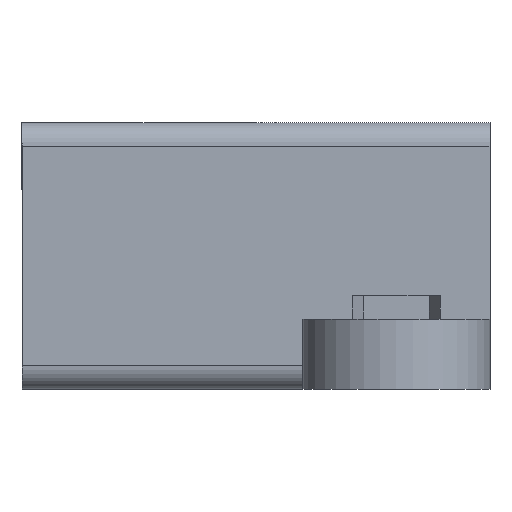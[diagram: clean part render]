
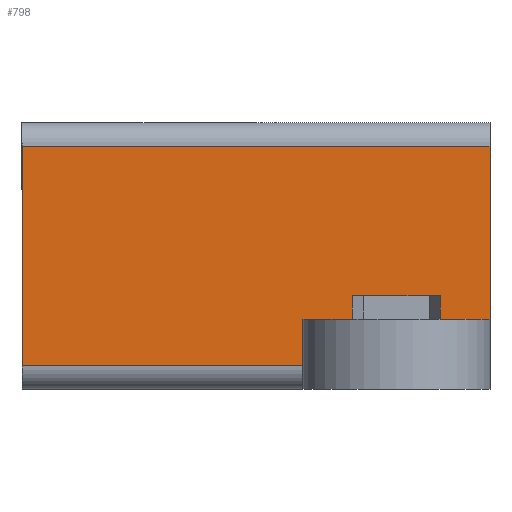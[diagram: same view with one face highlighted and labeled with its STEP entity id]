
A CAD part, left-side view. The second image highlights one B-rep face of the part: STEP entity #798.
In plain terms, the highlighted planar face has unit normal (-1, 0, 0).
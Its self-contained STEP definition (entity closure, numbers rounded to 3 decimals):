
#174 = VERTEX_POINT('',#175);
#175 = CARTESIAN_POINT('',(-7.4,-20.,4.));
#182 = EDGE_CURVE('',#183,#174,#185,.T.);
#183 = VERTEX_POINT('',#184);
#184 = CARTESIAN_POINT('',(-7.4,0.,4.));
#185 = LINE('',#186,#187);
#186 = CARTESIAN_POINT('',(-7.4,0.,4.));
#187 = VECTOR('',#188,1.);
#188 = DIRECTION('',(0.,-1.,0.));
#207 = EDGE_CURVE('',#183,#208,#210,.T.);
#208 = VERTEX_POINT('',#209);
#209 = CARTESIAN_POINT('',(-7.4,0.,-5.4));
#210 = LINE('',#211,#212);
#211 = CARTESIAN_POINT('',(-7.4,0.,4.));
#212 = VECTOR('',#213,1.);
#213 = DIRECTION('',(0.,0.,-1.));
#310 = EDGE_CURVE('',#174,#311,#313,.T.);
#311 = VERTEX_POINT('',#312);
#312 = CARTESIAN_POINT('',(-7.4,-20.,-3.4));
#313 = LINE('',#314,#315);
#314 = CARTESIAN_POINT('',(-7.4,-20.,4.));
#315 = VECTOR('',#316,1.);
#316 = DIRECTION('',(0.,0.,-1.));
#798 = ADVANCED_FACE('',(#799),#858,.F.);
#799 = FACE_BOUND('',#800,.F.);
#800 = EDGE_LOOP('',(#801,#802,#803,#804,#812,#820,#828,#836,#844,#852)
  );
#801 = ORIENTED_EDGE('',*,*,#207,.F.);
#802 = ORIENTED_EDGE('',*,*,#182,.T.);
#803 = ORIENTED_EDGE('',*,*,#310,.T.);
#804 = ORIENTED_EDGE('',*,*,#805,.F.);
#805 = EDGE_CURVE('',#806,#311,#808,.T.);
#806 = VERTEX_POINT('',#807);
#807 = CARTESIAN_POINT('',(-7.4,-17.876,-3.4));
#808 = LINE('',#809,#810);
#809 = CARTESIAN_POINT('',(-7.4,-8.,-3.4));
#810 = VECTOR('',#811,1.);
#811 = DIRECTION('',(0.,-1.,0.));
#812 = ORIENTED_EDGE('',*,*,#813,.F.);
#813 = EDGE_CURVE('',#814,#806,#816,.T.);
#814 = VERTEX_POINT('',#815);
#815 = CARTESIAN_POINT('',(-7.4,-17.876,-2.4));
#816 = LINE('',#817,#818);
#817 = CARTESIAN_POINT('',(-7.4,-17.876,0.8));
#818 = VECTOR('',#819,1.);
#819 = DIRECTION('',(0.,0.,-1.));
#820 = ORIENTED_EDGE('',*,*,#821,.F.);
#821 = EDGE_CURVE('',#822,#814,#824,.T.);
#822 = VERTEX_POINT('',#823);
#823 = CARTESIAN_POINT('',(-7.4,-14.124,-2.4));
#824 = LINE('',#825,#826);
#825 = CARTESIAN_POINT('',(-7.4,-8.,-2.4));
#826 = VECTOR('',#827,1.);
#827 = DIRECTION('',(0.,-1.,0.));
#828 = ORIENTED_EDGE('',*,*,#829,.F.);
#829 = EDGE_CURVE('',#830,#822,#832,.T.);
#830 = VERTEX_POINT('',#831);
#831 = CARTESIAN_POINT('',(-7.4,-14.124,-3.4));
#832 = LINE('',#833,#834);
#833 = CARTESIAN_POINT('',(-7.4,-14.124,0.8));
#834 = VECTOR('',#835,1.);
#835 = DIRECTION('',(0.,0.,1.));
#836 = ORIENTED_EDGE('',*,*,#837,.F.);
#837 = EDGE_CURVE('',#838,#830,#840,.T.);
#838 = VERTEX_POINT('',#839);
#839 = CARTESIAN_POINT('',(-7.4,-12.,-3.4));
#840 = LINE('',#841,#842);
#841 = CARTESIAN_POINT('',(-7.4,-8.,-3.4));
#842 = VECTOR('',#843,1.);
#843 = DIRECTION('',(0.,-1.,0.));
#844 = ORIENTED_EDGE('',*,*,#845,.T.);
#845 = EDGE_CURVE('',#838,#846,#848,.T.);
#846 = VERTEX_POINT('',#847);
#847 = CARTESIAN_POINT('',(-7.4,-12.,-5.4));
#848 = LINE('',#849,#850);
#849 = CARTESIAN_POINT('',(-7.4,-12.,-1.2));
#850 = VECTOR('',#851,1.);
#851 = DIRECTION('',(0.,0.,-1.));
#852 = ORIENTED_EDGE('',*,*,#853,.F.);
#853 = EDGE_CURVE('',#208,#846,#854,.T.);
#854 = LINE('',#855,#856);
#855 = CARTESIAN_POINT('',(-7.4,0.,-5.4));
#856 = VECTOR('',#857,1.);
#857 = DIRECTION('',(0.,-1.,0.));
#858 = PLANE('',#859);
#859 = AXIS2_PLACEMENT_3D('',#860,#861,#862);
#860 = CARTESIAN_POINT('',(-7.4,0.,4.));
#861 = DIRECTION('',(1.,0.,0.));
#862 = DIRECTION('',(0.,0.,-1.));
